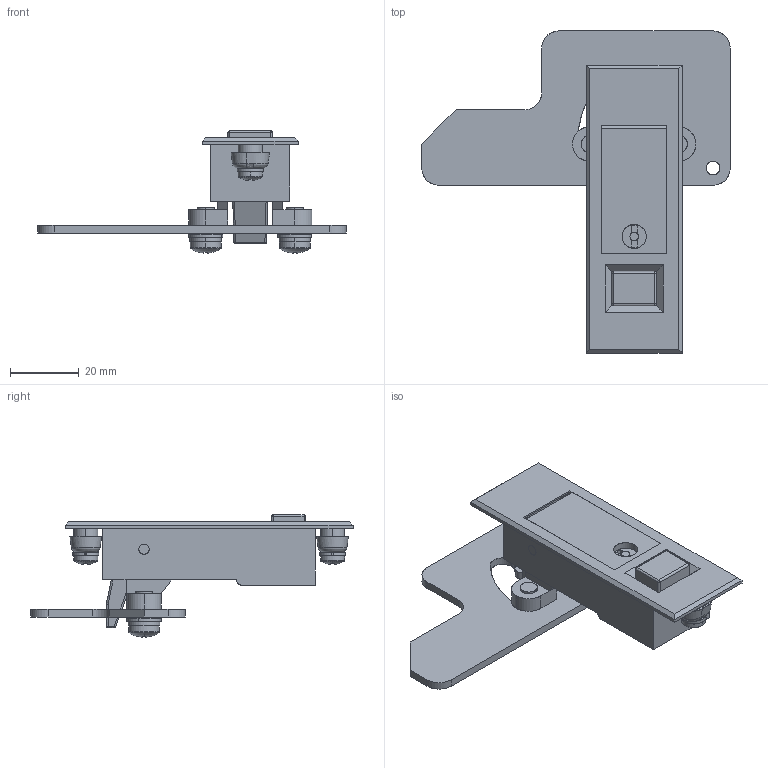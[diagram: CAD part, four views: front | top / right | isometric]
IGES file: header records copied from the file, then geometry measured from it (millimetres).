
Start section: SolidWorks IGES file using analytic representation for surfaces
Global section: file name: A-180-3.IGS; native system: SolidWorks 2014; preprocessor: SolidWorks 2014; author: 1337yo; date: 170802.134645; units: millimetre
Bounding box: 90 x 94 x 35.67 mm (x, y, z)
Surface area: 25689.5 mm2 (no closed solid volume)
Topology: 0 solids, 0 shells, 452 faces, 5399 edges, 5384 vertices
Faces by surface type: bspline 292, revolution 160
